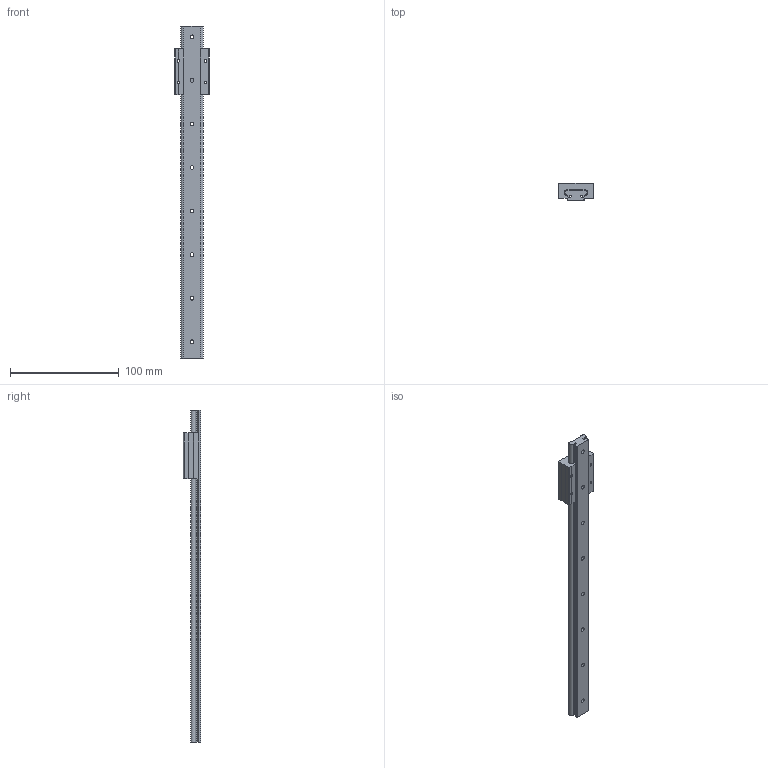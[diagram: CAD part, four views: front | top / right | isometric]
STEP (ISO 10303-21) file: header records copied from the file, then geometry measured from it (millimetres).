
FILE_DESCRIPTION (( 'STEP AP214' ), '1' );
FILE_NAME ('GST_EE359AB0FD.step', '2021-08-23T13:02:31', ( 'localadmin' ), ( 'BOXX Technologies, Inc.' ), 'SwSTEP 2.0', 'SolidWorks 2019', '' );
FILE_SCHEMA (( 'AUTOMOTIVE_DESIGN' ));
Length unit declared in the file: inch
Products named in the file (5): stSSYlgycW_CADModel_0; stSSYlgycW_CADModel_1; GST_EE359AB0FD
Assembly tree (2 placements, depth 2):
  stSSYlgycW_CADModel_0
  GST_EE359AB0FD
    stSSYlgycW_CADModel_1
    stSSYlgycW_CADModel_0
  stSSYlgycW_CADModel_1
Bounding box: 32 x 16 x 305 mm (x, y, z)
Volume: 53901.2 mm3; surface area: 29298.6 mm2
Topology: 4 solids, 4 shells, 168 faces, 462 edges, 308 vertices
Faces by surface type: plane 91, cylinder 77
Entity records: 7784 total; most frequent: CARTESIAN_POINT 980, DIRECTION 952, ORIENTED_EDGE 924, EDGE_CURVE 462, AXIS2_PLACEMENT_3D 328, VERTEX_POINT 308, LINE 296, VECTOR 296
